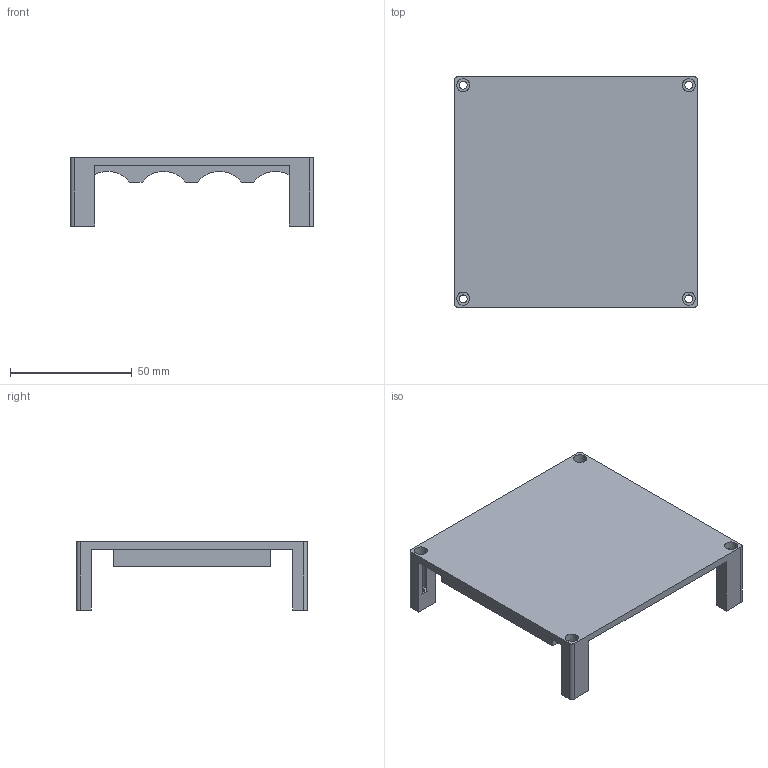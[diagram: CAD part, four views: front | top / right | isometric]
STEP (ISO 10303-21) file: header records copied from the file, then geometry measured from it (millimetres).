
FILE_DESCRIPTION(('CATIA V5 STEP Exchange'),'2;1');
FILE_NAME('bottom.stp','2025-05-05T08:06:43+00:00',('none'),('none'),'CATIA Version 5 Release 20 GA (IN-10)','CATIA V5 STEP AP203','none');
FILE_SCHEMA(('CONFIG_CONTROL_DESIGN'));
Length unit declared in the file: millimetre
Products named in the file (1): Part1
Bounding box: 100 x 95 x 28 mm (x, y, z)
Volume: 59715.3 mm3; surface area: 27079.8 mm2
Topology: 1 solids, 1 shells, 55 faces, 168 edges, 112 vertices
Faces by surface type: plane 31, cylinder 24
Entity records: 1806 total; most frequent: ORIENTED_EDGE 336, CARTESIAN_POINT 314, DIRECTION 234, EDGE_CURVE 168, VECTOR 112, LINE 112, VERTEX_POINT 112, AXIS2_PLACEMENT_3D 90
